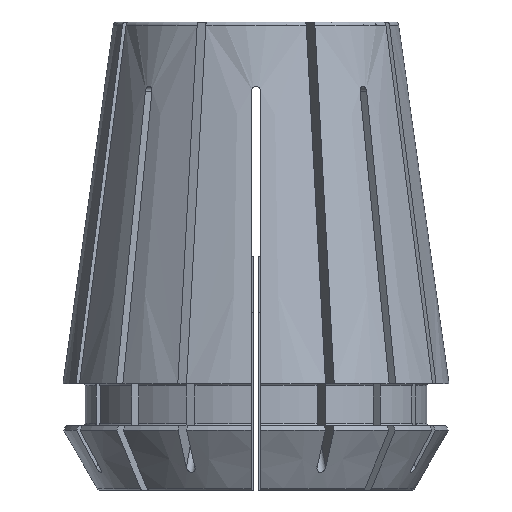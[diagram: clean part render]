
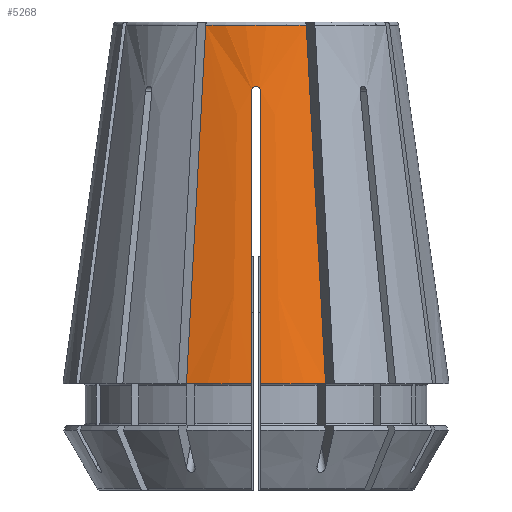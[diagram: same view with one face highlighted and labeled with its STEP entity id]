
A CAD part, front view. The second image highlights one B-rep face of the part: STEP entity #5268.
In plain terms, the highlighted conical face has half-angle 8 degrees and reference radius 16.5 mm.
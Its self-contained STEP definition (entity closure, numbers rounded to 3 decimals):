
#76=CONICAL_SURFACE('',#5767,16.5,0.14);
#347=CIRCLE('',#5551,16.5);
#395=CIRCLE('',#5622,12.194);
#476=CIRCLE('',#5768,16.5);
#593=B_SPLINE_CURVE_WITH_KNOTS('',3,(#8083,#8084,#8085,#8086,#8087,#8088,
#8089),.UNSPECIFIED.,.F.,.U.,(4,3,4),(0.,0.021,
0.031),.UNSPECIFIED.);
#681=B_SPLINE_CURVE_WITH_KNOTS('',3,(#9147,#9148,#9149,#9150,#9151,#9152,
#9153),.UNSPECIFIED.,.F.,.U.,(4,3,4),(0.021,0.023,
0.046),.UNSPECIFIED.);
#682=B_SPLINE_CURVE_WITH_KNOTS('',3,(#9155,#9156,#9157,#9158,#9159),
 .UNSPECIFIED.,.F.,.U.,(4,1,4),(0.,0.001,
0.001),.UNSPECIFIED.);
#683=B_SPLINE_CURVE_WITH_KNOTS('',3,(#9161,#9162,#9163,#9164,#9165,#9166,
#9167),.UNSPECIFIED.,.F.,.U.,(4,3,4),(0.021,0.023,
0.046),.UNSPECIFIED.);
#684=B_SPLINE_CURVE_WITH_KNOTS('',3,(#9171,#9172,#9173,#9174,#9175,#9176,
#9177),.UNSPECIFIED.,.F.,.U.,(4,3,4),(0.,0.021,
0.031),.UNSPECIFIED.);
#995=VERTEX_POINT('',#8082);
#996=VERTEX_POINT('',#8090);
#1107=VERTEX_POINT('',#8512);
#1155=VERTEX_POINT('',#8689);
#1239=VERTEX_POINT('',#9154);
#1240=VERTEX_POINT('',#9160);
#1241=VERTEX_POINT('',#9168);
#1242=VERTEX_POINT('',#9170);
#2296=EDGE_CURVE('',#996,#995,#593,.T.);
#2428=EDGE_CURVE('',#995,#1107,#347,.T.);
#2504=EDGE_CURVE('',#996,#1155,#395,.T.);
#2662=EDGE_CURVE('',#1239,#1107,#681,.T.);
#2663=EDGE_CURVE('',#1239,#1240,#682,.T.);
#2664=EDGE_CURVE('',#1240,#1241,#683,.T.);
#2665=EDGE_CURVE('',#1241,#1242,#476,.T.);
#2666=EDGE_CURVE('',#1155,#1242,#684,.T.);
#3774=ORIENTED_EDGE('',*,*,#2504,.F.);
#3775=ORIENTED_EDGE('',*,*,#2296,.T.);
#3776=ORIENTED_EDGE('',*,*,#2428,.T.);
#3777=ORIENTED_EDGE('',*,*,#2662,.F.);
#3778=ORIENTED_EDGE('',*,*,#2663,.T.);
#3779=ORIENTED_EDGE('',*,*,#2664,.T.);
#3780=ORIENTED_EDGE('',*,*,#2665,.T.);
#3781=ORIENTED_EDGE('',*,*,#2666,.F.);
#4716=EDGE_LOOP('',(#3774,#3775,#3776,#3777,#3778,#3779,#3780,#3781));
#4992=FACE_BOUND('',#4716,.T.);
#5268=ADVANCED_FACE('',(#4992),#76,.T.);
#5551=AXIS2_PLACEMENT_3D('',#8511,#6437,#6438);
#5622=AXIS2_PLACEMENT_3D('',#8688,#6583,#6584);
#5767=AXIS2_PLACEMENT_3D('',#9146,#6865,#6866);
#5768=AXIS2_PLACEMENT_3D('',#9169,#6867,#6868);
#6437=DIRECTION('',(0.,0.,1.));
#6438=DIRECTION('',(16.5,0.,0.));
#6583=DIRECTION('',(0.,0.,1.));
#6584=DIRECTION('',(12.194,0.,0.));
#6865=DIRECTION('',(0.,0.,-1.));
#6866=DIRECTION('',(-16.5,0.,0.));
#6867=DIRECTION('',(0.,0.,1.));
#6868=DIRECTION('',(16.5,0.,0.));
#8082=CARTESIAN_POINT('',(-5.943,-15.393,9.1));
#8083=CARTESIAN_POINT('',(-4.294,-11.412,39.742));
#8084=CARTESIAN_POINT('',(-4.674,-12.33,32.675));
#8085=CARTESIAN_POINT('',(-5.055,-13.248,25.609));
#8086=CARTESIAN_POINT('',(-5.435,-14.166,18.543));
#8087=CARTESIAN_POINT('',(-5.604,-14.575,15.395));
#8088=CARTESIAN_POINT('',(-5.774,-14.984,12.248));
#8089=CARTESIAN_POINT('',(-5.943,-15.393,9.1));
#8090=CARTESIAN_POINT('',(-4.294,-11.412,39.742));
#8511=CARTESIAN_POINT('',(0.,0.,9.1));
#8512=CARTESIAN_POINT('',(-0.4,-16.495,9.1));
#8688=CARTESIAN_POINT('',(0.,0.,39.742));
#8689=CARTESIAN_POINT('',(4.294,-11.412,39.742));
#9146=CARTESIAN_POINT('',(0.,0.,9.1));
#9147=CARTESIAN_POINT('',(-0.4,-12.98,34.1));
#9148=CARTESIAN_POINT('',(-0.4,-13.108,33.192));
#9149=CARTESIAN_POINT('',(-0.4,-13.236,32.284));
#9150=CARTESIAN_POINT('',(-0.4,-13.363,31.376));
#9151=CARTESIAN_POINT('',(-0.4,-14.407,23.951));
#9152=CARTESIAN_POINT('',(-0.4,-15.451,16.525));
#9153=CARTESIAN_POINT('',(-0.4,-16.495,9.1));
#9154=CARTESIAN_POINT('',(-0.4,-12.98,34.1));
#9155=CARTESIAN_POINT('',(-0.4,-12.98,34.1));
#9156=CARTESIAN_POINT('',(-0.4,-12.951,34.31));
#9157=CARTESIAN_POINT('',(-0.001,-12.91,34.69));
#9158=CARTESIAN_POINT('',(0.4,-12.951,34.31));
#9159=CARTESIAN_POINT('',(0.4,-12.98,34.1));
#9160=CARTESIAN_POINT('',(0.4,-12.98,34.1));
#9161=CARTESIAN_POINT('',(0.4,-12.98,34.1));
#9162=CARTESIAN_POINT('',(0.4,-13.108,33.192));
#9163=CARTESIAN_POINT('',(0.4,-13.236,32.284));
#9164=CARTESIAN_POINT('',(0.4,-13.363,31.376));
#9165=CARTESIAN_POINT('',(0.4,-14.407,23.951));
#9166=CARTESIAN_POINT('',(0.4,-15.451,16.525));
#9167=CARTESIAN_POINT('',(0.4,-16.495,9.1));
#9168=CARTESIAN_POINT('',(0.4,-16.495,9.1));
#9169=CARTESIAN_POINT('',(0.,0.,9.1));
#9170=CARTESIAN_POINT('',(5.943,-15.393,9.1));
#9171=CARTESIAN_POINT('',(4.294,-11.412,39.742));
#9172=CARTESIAN_POINT('',(4.674,-12.33,32.675));
#9173=CARTESIAN_POINT('',(5.055,-13.248,25.609));
#9174=CARTESIAN_POINT('',(5.435,-14.166,18.543));
#9175=CARTESIAN_POINT('',(5.604,-14.575,15.395));
#9176=CARTESIAN_POINT('',(5.774,-14.984,12.248));
#9177=CARTESIAN_POINT('',(5.943,-15.393,9.1));
